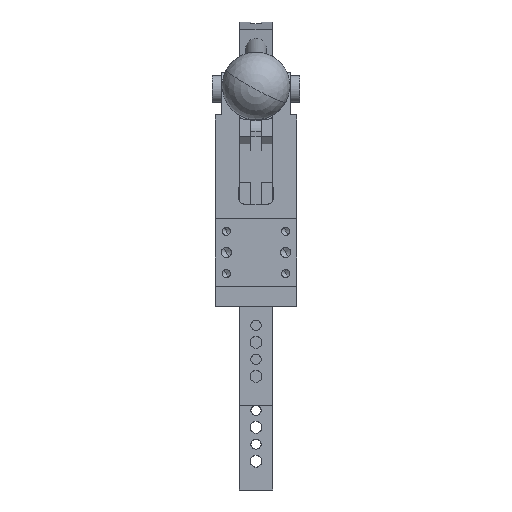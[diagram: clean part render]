
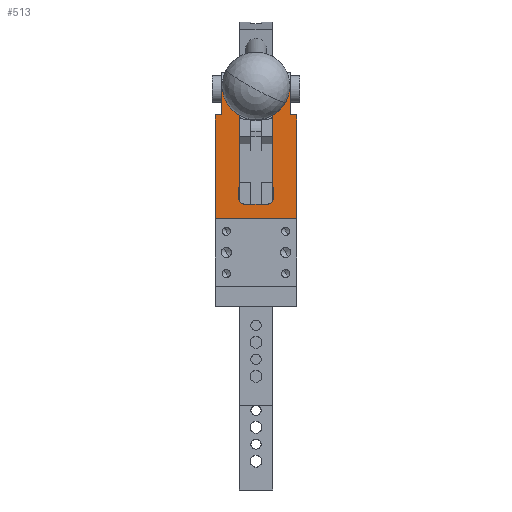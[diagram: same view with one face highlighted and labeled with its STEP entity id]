
A CAD part, left-side view. The second image highlights one B-rep face of the part: STEP entity #513.
In plain terms, the highlighted planar face has unit normal (-1, 0, 0).
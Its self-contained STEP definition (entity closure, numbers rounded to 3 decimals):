
#401=AXIS2_PLACEMENT_3D('Plane Axis2P3D',#398,#399,#400) ;
#443=AXIS2_PLACEMENT_3D('Circle Axis2P3D',#441,#442,$) ;
#457=AXIS2_PLACEMENT_3D('Circle Axis2P3D',#455,#456,$) ;
#140=CARTESIAN_POINT('Vertex',(-4.,-24.,81.)) ;
#143=CARTESIAN_POINT('Line Origine',(-4.,-24.,50.5)) ;
#147=CARTESIAN_POINT('Vertex',(-4.,-24.,20.)) ;
#185=CARTESIAN_POINT('Line Origine',(-4.,24.,50.5)) ;
#189=CARTESIAN_POINT('Vertex',(-4.,24.,20.)) ;
#191=CARTESIAN_POINT('Vertex',(-4.,24.,81.)) ;
#328=CARTESIAN_POINT('Line Origine',(-4.,0.,99.)) ;
#332=CARTESIAN_POINT('Vertex',(-4.,-10.,99.)) ;
#334=CARTESIAN_POINT('Vertex',(-4.,-20.25,99.)) ;
#376=CARTESIAN_POINT('Vertex',(-4.,20.25,99.)) ;
#379=CARTESIAN_POINT('Line Origine',(-4.,0.,99.)) ;
#383=CARTESIAN_POINT('Vertex',(-4.,10.,99.)) ;
#398=CARTESIAN_POINT('Axis2P3D Location',(-4.,0.,0.)) ;
#403=CARTESIAN_POINT('Line Origine',(-4.,0.,20.)) ;
#408=CARTESIAN_POINT('Line Origine',(-4.,-22.125,81.)) ;
#412=CARTESIAN_POINT('Vertex',(-4.,-20.25,81.)) ;
#415=CARTESIAN_POINT('Line Origine',(-4.,-20.25,90.)) ;
#420=CARTESIAN_POINT('Line Origine',(-4.,-10.,68.75)) ;
#424=CARTESIAN_POINT('Vertex',(-4.,-10.,38.5)) ;
#427=CARTESIAN_POINT('Line Origine',(-4.,-10.05,38.5)) ;
#431=CARTESIAN_POINT('Vertex',(-4.,-10.1,38.5)) ;
#434=CARTESIAN_POINT('Line Origine',(-4.,-10.1,35.)) ;
#438=CARTESIAN_POINT('Vertex',(-4.,-10.1,31.5)) ;
#441=CARTESIAN_POINT('Axis2P3D Location',(-4.,-7.1,31.5)) ;
#445=CARTESIAN_POINT('Vertex',(-4.,-7.1,28.5)) ;
#448=CARTESIAN_POINT('Line Origine',(-4.,0.,28.5)) ;
#452=CARTESIAN_POINT('Vertex',(-4.,7.1,28.5)) ;
#455=CARTESIAN_POINT('Axis2P3D Location',(-4.,7.1,31.5)) ;
#459=CARTESIAN_POINT('Vertex',(-4.,10.1,31.5)) ;
#462=CARTESIAN_POINT('Line Origine',(-4.,10.1,35.)) ;
#466=CARTESIAN_POINT('Vertex',(-4.,10.1,38.5)) ;
#469=CARTESIAN_POINT('Line Origine',(-4.,10.05,38.5)) ;
#473=CARTESIAN_POINT('Vertex',(-4.,10.,38.5)) ;
#476=CARTESIAN_POINT('Line Origine',(-4.,10.,68.75)) ;
#481=CARTESIAN_POINT('Line Origine',(-4.,20.25,90.)) ;
#485=CARTESIAN_POINT('Vertex',(-4.,20.25,81.)) ;
#488=CARTESIAN_POINT('Line Origine',(-4.,22.125,81.)) ;
#144=DIRECTION('Vector Direction',(0.,0.,1.)) ;
#186=DIRECTION('Vector Direction',(0.,0.,-1.)) ;
#329=DIRECTION('Vector Direction',(0.,-1.,0.)) ;
#380=DIRECTION('Vector Direction',(0.,-1.,0.)) ;
#399=DIRECTION('Axis2P3D Direction',(1.,0.,0.)) ;
#400=DIRECTION('Axis2P3D XDirection',(0.,1.,0.)) ;
#404=DIRECTION('Vector Direction',(0.,1.,0.)) ;
#409=DIRECTION('Vector Direction',(0.,-1.,0.)) ;
#416=DIRECTION('Vector Direction',(0.,0.,-1.)) ;
#421=DIRECTION('Vector Direction',(0.,0.,-1.)) ;
#428=DIRECTION('Vector Direction',(0.,1.,0.)) ;
#435=DIRECTION('Vector Direction',(0.,0.,1.)) ;
#442=DIRECTION('Axis2P3D Direction',(1.,0.,0.)) ;
#449=DIRECTION('Vector Direction',(0.,-1.,0.)) ;
#456=DIRECTION('Axis2P3D Direction',(1.,0.,0.)) ;
#463=DIRECTION('Vector Direction',(0.,0.,-1.)) ;
#470=DIRECTION('Vector Direction',(0.,1.,0.)) ;
#477=DIRECTION('Vector Direction',(0.,0.,1.)) ;
#482=DIRECTION('Vector Direction',(0.,0.,-1.)) ;
#489=DIRECTION('Vector Direction',(0.,-1.,0.)) ;
#145=VECTOR('Line Direction',#144,1.) ;
#187=VECTOR('Line Direction',#186,1.) ;
#330=VECTOR('Line Direction',#329,1.) ;
#381=VECTOR('Line Direction',#380,1.) ;
#405=VECTOR('Line Direction',#404,1.) ;
#410=VECTOR('Line Direction',#409,1.) ;
#417=VECTOR('Line Direction',#416,1.) ;
#422=VECTOR('Line Direction',#421,1.) ;
#429=VECTOR('Line Direction',#428,1.) ;
#436=VECTOR('Line Direction',#435,1.) ;
#450=VECTOR('Line Direction',#449,1.) ;
#464=VECTOR('Line Direction',#463,1.) ;
#471=VECTOR('Line Direction',#470,1.) ;
#478=VECTOR('Line Direction',#477,1.) ;
#483=VECTOR('Line Direction',#482,1.) ;
#490=VECTOR('Line Direction',#489,1.) ;
#494=ORIENTED_EDGE('',*,*,#407,.T.) ;
#495=ORIENTED_EDGE('',*,*,#149,.F.) ;
#496=ORIENTED_EDGE('',*,*,#414,.T.) ;
#497=ORIENTED_EDGE('',*,*,#419,.T.) ;
#498=ORIENTED_EDGE('',*,*,#336,.F.) ;
#499=ORIENTED_EDGE('',*,*,#426,.F.) ;
#500=ORIENTED_EDGE('',*,*,#433,.T.) ;
#501=ORIENTED_EDGE('',*,*,#440,.T.) ;
#502=ORIENTED_EDGE('',*,*,#447,.T.) ;
#503=ORIENTED_EDGE('',*,*,#454,.T.) ;
#504=ORIENTED_EDGE('',*,*,#461,.T.) ;
#505=ORIENTED_EDGE('',*,*,#468,.T.) ;
#506=ORIENTED_EDGE('',*,*,#475,.T.) ;
#507=ORIENTED_EDGE('',*,*,#480,.F.) ;
#508=ORIENTED_EDGE('',*,*,#385,.F.) ;
#509=ORIENTED_EDGE('',*,*,#487,.F.) ;
#510=ORIENTED_EDGE('',*,*,#492,.F.) ;
#511=ORIENTED_EDGE('',*,*,#193,.F.) ;
#513=ADVANCED_FACE('*DIT1\\*DIT2\\PartBody ( *SOL1 - wsp GRUNDGESTELL -  )',(#512),#402,.F.) ;
#444=CIRCLE('generated circle',#443,3.) ;
#458=CIRCLE('generated circle',#457,3.) ;
#149=EDGE_CURVE('',#141,#148,#146,.F.) ;
#193=EDGE_CURVE('',#190,#192,#188,.F.) ;
#336=EDGE_CURVE('',#333,#335,#331,.T.) ;
#385=EDGE_CURVE('',#377,#384,#382,.T.) ;
#407=EDGE_CURVE('',#190,#148,#406,.F.) ;
#414=EDGE_CURVE('',#141,#413,#411,.F.) ;
#419=EDGE_CURVE('',#413,#335,#418,.F.) ;
#426=EDGE_CURVE('',#425,#333,#423,.F.) ;
#433=EDGE_CURVE('',#425,#432,#430,.F.) ;
#440=EDGE_CURVE('',#432,#439,#437,.F.) ;
#447=EDGE_CURVE('',#439,#446,#444,.T.) ;
#454=EDGE_CURVE('',#446,#453,#451,.F.) ;
#461=EDGE_CURVE('',#453,#460,#458,.T.) ;
#468=EDGE_CURVE('',#460,#467,#465,.F.) ;
#475=EDGE_CURVE('',#467,#474,#472,.F.) ;
#480=EDGE_CURVE('',#384,#474,#479,.F.) ;
#487=EDGE_CURVE('',#486,#377,#484,.F.) ;
#492=EDGE_CURVE('',#192,#486,#491,.T.) ;
#493=EDGE_LOOP('',(#494,#495,#496,#497,#498,#499,#500,#501,#502,#503,#504,#505,#506,#507,#508,#509,#510,#511)) ;
#512=FACE_OUTER_BOUND('',#493,.T.) ;
#146=LINE('Line',#143,#145) ;
#188=LINE('Line',#185,#187) ;
#331=LINE('Line',#328,#330) ;
#382=LINE('Line',#379,#381) ;
#406=LINE('Line',#403,#405) ;
#411=LINE('Line',#408,#410) ;
#418=LINE('Line',#415,#417) ;
#423=LINE('Line',#420,#422) ;
#430=LINE('Line',#427,#429) ;
#437=LINE('Line',#434,#436) ;
#451=LINE('Line',#448,#450) ;
#465=LINE('Line',#462,#464) ;
#472=LINE('Line',#469,#471) ;
#479=LINE('Line',#476,#478) ;
#484=LINE('Line',#481,#483) ;
#491=LINE('Line',#488,#490) ;
#402=PLANE('Plane',#401) ;
#141=VERTEX_POINT('',#140) ;
#148=VERTEX_POINT('',#147) ;
#190=VERTEX_POINT('',#189) ;
#192=VERTEX_POINT('',#191) ;
#333=VERTEX_POINT('',#332) ;
#335=VERTEX_POINT('',#334) ;
#377=VERTEX_POINT('',#376) ;
#384=VERTEX_POINT('',#383) ;
#413=VERTEX_POINT('',#412) ;
#425=VERTEX_POINT('',#424) ;
#432=VERTEX_POINT('',#431) ;
#439=VERTEX_POINT('',#438) ;
#446=VERTEX_POINT('',#445) ;
#453=VERTEX_POINT('',#452) ;
#460=VERTEX_POINT('',#459) ;
#467=VERTEX_POINT('',#466) ;
#474=VERTEX_POINT('',#473) ;
#486=VERTEX_POINT('',#485) ;
